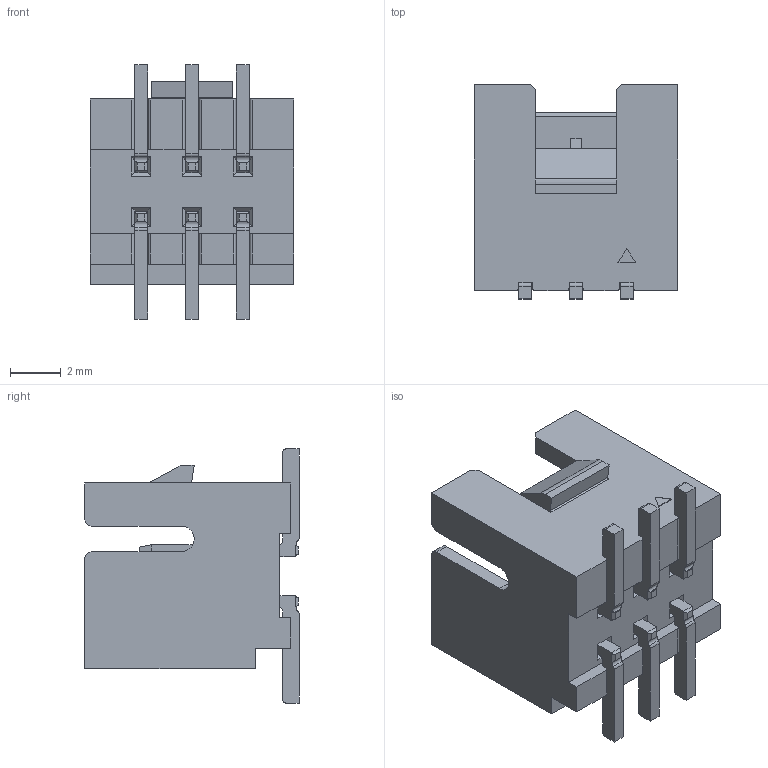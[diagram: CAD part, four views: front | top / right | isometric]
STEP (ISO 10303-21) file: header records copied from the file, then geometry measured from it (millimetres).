
FILE_DESCRIPTION(('FreeCAD Model'),'2;1');
FILE_NAME('Open CASCADE Shape Model','2023-10-12T15:31:07',(''),(''), 'Open CASCADE STEP processor 7.6','FreeCAD','Unknown');
FILE_SCHEMA(('AUTOMOTIVE_DESIGN { 1 0 10303 214 1 1 1 1 }'));
Length unit declared in the file: millimetre
Products named in the file (1): PHB-ROW-ST-SMT-2-3P
Bounding box: 8 x 8.43 x 10 mm (x, y, z)
Volume: 217.8 mm3; surface area: 597.2 mm2
Topology: 1 solids, 7 shells, 379 faces, 1054 edges, 690 vertices
Faces by surface type: plane 290, cylinder 89
Entity records: 27273 total; most frequent: CARTESIAN_POINT 5965, DIRECTION 3812, LINE 2637, VECTOR 2637, ORIENTED_EDGE 2108, PCURVE 2108, DEFINITIONAL_REPRESENTATION 2108, EDGE_CURVE 1054
